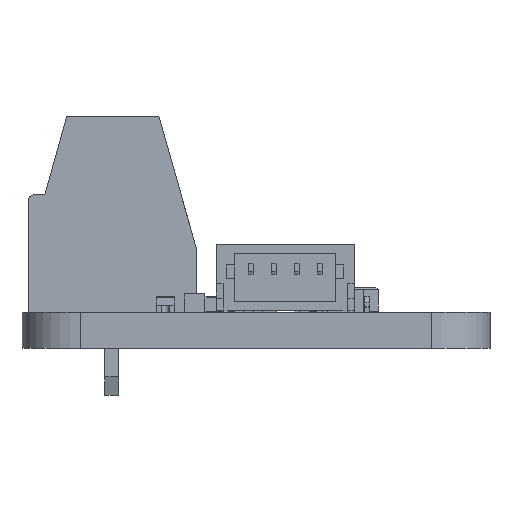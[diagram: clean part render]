
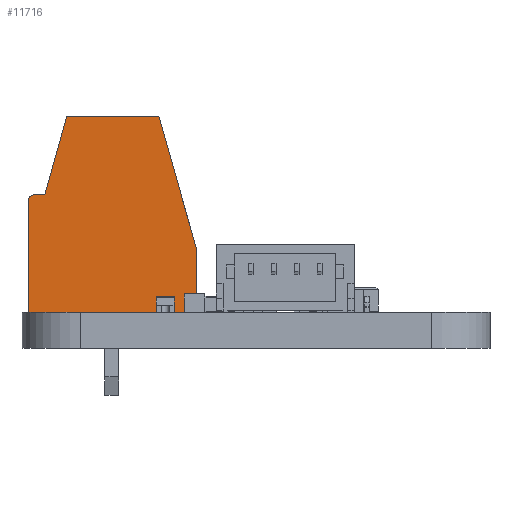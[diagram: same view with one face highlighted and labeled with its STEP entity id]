
A CAD part, left-side view. The second image highlights one B-rep face of the part: STEP entity #11716.
In plain terms, the highlighted face is planar.
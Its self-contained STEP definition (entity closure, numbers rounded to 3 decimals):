
#592=PLANE('',#12665);
#1156=FACE_OUTER_BOUND('',#1838,.T.);
#1838=EDGE_LOOP('',(#10005,#10006,#10007,#10008,#10009,#10010,#10011,#10012));
#3001=LINE('',#18351,#4308);
#3050=LINE('',#19376,#4357);
#3051=LINE('',#19378,#4358);
#3052=LINE('',#19380,#4359);
#3053=LINE('',#19384,#4360);
#3054=LINE('',#19386,#4361);
#3055=LINE('',#19387,#4362);
#4308=VECTOR('',#15019,1000.);
#4357=VECTOR('',#15244,1000.);
#4358=VECTOR('',#15245,1000.);
#4359=VECTOR('',#15246,1000.);
#4360=VECTOR('',#15249,1000.);
#4361=VECTOR('',#15250,1000.);
#4362=VECTOR('',#15251,1000.);
#4852=CIRCLE('',#12666,0.2);
#5657=VERTEX_POINT('',#18349);
#5658=VERTEX_POINT('',#18350);
#5751=VERTEX_POINT('',#19375);
#5752=VERTEX_POINT('',#19377);
#5753=VERTEX_POINT('',#19379);
#5754=VERTEX_POINT('',#19381);
#5755=VERTEX_POINT('',#19383);
#5756=VERTEX_POINT('',#19385);
#7082=EDGE_CURVE('',#5657,#5658,#3001,.T.);
#7209=EDGE_CURVE('',#5751,#5658,#3050,.T.);
#7210=EDGE_CURVE('',#5751,#5752,#3051,.T.);
#7211=EDGE_CURVE('',#5752,#5753,#3052,.T.);
#7212=EDGE_CURVE('',#5753,#5754,#4852,.T.);
#7213=EDGE_CURVE('',#5754,#5755,#3053,.T.);
#7214=EDGE_CURVE('',#5755,#5756,#3054,.T.);
#7215=EDGE_CURVE('',#5657,#5756,#3055,.T.);
#10005=ORIENTED_EDGE('',*,*,#7082,.T.);
#10006=ORIENTED_EDGE('',*,*,#7209,.F.);
#10007=ORIENTED_EDGE('',*,*,#7210,.T.);
#10008=ORIENTED_EDGE('',*,*,#7211,.T.);
#10009=ORIENTED_EDGE('',*,*,#7212,.T.);
#10010=ORIENTED_EDGE('',*,*,#7213,.T.);
#10011=ORIENTED_EDGE('',*,*,#7214,.T.);
#10012=ORIENTED_EDGE('',*,*,#7215,.F.);
#11716=ADVANCED_FACE('',(#1156),#592,.F.);
#12665=AXIS2_PLACEMENT_3D('',#19374,#15242,#15243);
#12666=AXIS2_PLACEMENT_3D('',#19382,#15247,#15248);
#15019=DIRECTION('',(0.,-0.274,0.962));
#15242=DIRECTION('center_axis',(-1.,0.,0.));
#15243=DIRECTION('ref_axis',(0.,-1.,0.));
#15244=DIRECTION('',(0.,1.,0.));
#15245=DIRECTION('',(0.,-0.269,-0.963));
#15246=DIRECTION('',(0.,-1.,0.));
#15247=DIRECTION('center_axis',(1.,0.,0.));
#15248=DIRECTION('ref_axis',(0.,-1.,0.));
#15249=DIRECTION('',(0.,0.,-1.));
#15250=DIRECTION('',(0.,1.,0.));
#15251=DIRECTION('',(0.,0.,-1.));
#18349=CARTESIAN_POINT('',(5.252,3.656,2.696));
#18350=CARTESIAN_POINT('',(5.252,2.006,8.496));
#18351=CARTESIAN_POINT('',(5.252,3.464,3.369));
#19374=CARTESIAN_POINT('Origin',(5.252,-3.644,8.496));
#19375=CARTESIAN_POINT('',(5.252,-1.994,8.496));
#19376=CARTESIAN_POINT('',(5.252,-3.644,8.496));
#19377=CARTESIAN_POINT('',(5.252,-2.944,5.096));
#19378=CARTESIAN_POINT('',(5.252,-1.994,8.496));
#19379=CARTESIAN_POINT('',(5.252,-3.444,5.096));
#19380=CARTESIAN_POINT('',(5.252,-2.944,5.096));
#19381=CARTESIAN_POINT('',(5.252,-3.644,4.896));
#19382=CARTESIAN_POINT('Origin',(5.252,-3.444,4.896));
#19383=CARTESIAN_POINT('',(5.252,-3.644,-0.004));
#19384=CARTESIAN_POINT('',(5.252,-3.644,8.496));
#19385=CARTESIAN_POINT('',(5.252,3.656,-0.004));
#19386=CARTESIAN_POINT('',(5.252,-3.644,-0.004));
#19387=CARTESIAN_POINT('',(5.252,3.656,8.496));
